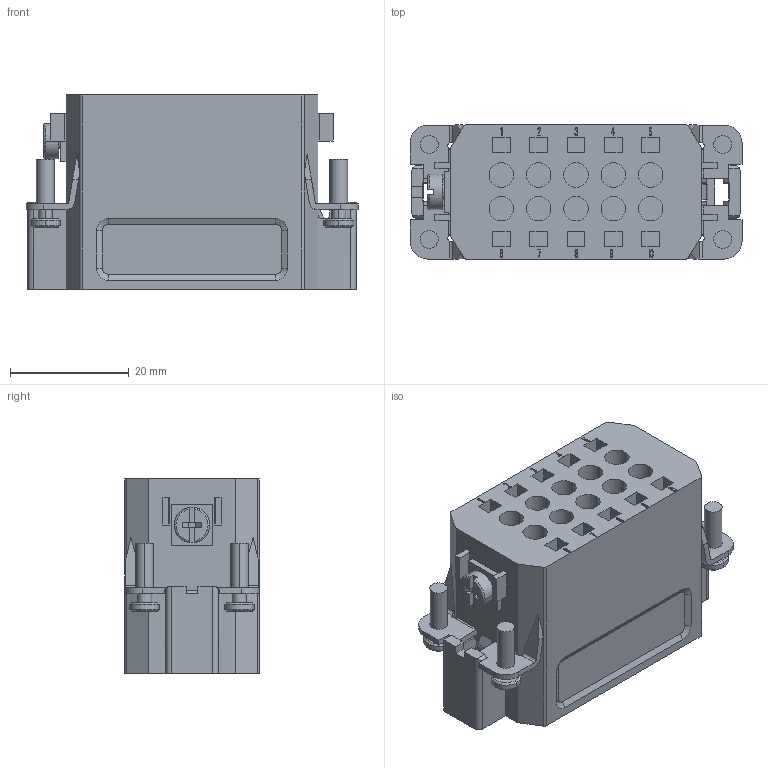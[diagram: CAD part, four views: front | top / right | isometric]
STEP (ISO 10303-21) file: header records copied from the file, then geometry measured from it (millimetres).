
FILE_DESCRIPTION((''),'2;1');
FILE_NAME('HA-010-MS_AF1_52','2017-07-21T',('tl.yang'),(''),'PRO/ENGINEER BY PARAMETRIC TECHNOLOGY CORPORATION, 2011500','PRO/ENGINEER BY PARAMETRIC TECHNOLOGY CORPORATION, 2011500','');
FILE_SCHEMA(('CONFIG_CONTROL_DESIGN'));
Length unit declared in the file: millimetre
Products named in the file (1): HA-010-MS_AF1_52
Bounding box: 56 x 22.7 x 32.8 mm (x, y, z)
Volume: 23637 mm3; surface area: 11538.7 mm2
Topology: 1 solids, 1 shells, 1375 faces, 3901 edges, 2584 vertices
Faces by surface type: plane 1154, cylinder 151, cone 28, sphere 20, bspline 16, torus 6
Entity records: 44537 total; most frequent: CARTESIAN_POINT 8752, ORIENTED_EDGE 7762, DIRECTION 6803, EDGE_CURVE 3881, VECTOR 3437, LINE 3437, VERTEX_POINT 2584, AXIS2_PLACEMENT_3D 1683
